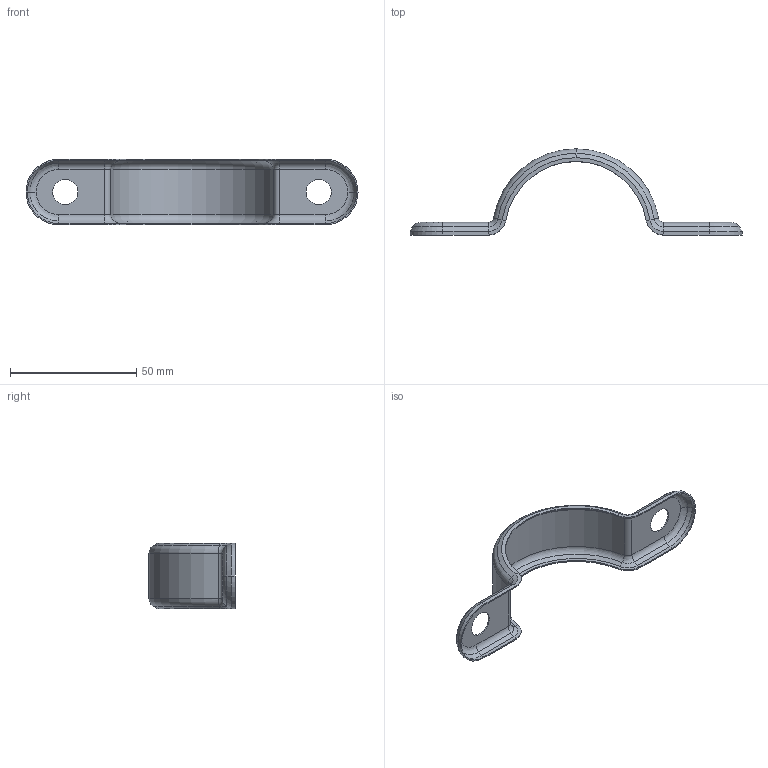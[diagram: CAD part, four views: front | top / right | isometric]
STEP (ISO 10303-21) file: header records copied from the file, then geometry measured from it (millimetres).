
FILE_DESCRIPTION (( 'STEP AP203' ), '1' );
FILE_NAME ('3D_R309_60.3_17389150.STEP', '2024-08-19T08:32:59', ( '' ), ( '' ), 'SwSTEP 2.0', 'SolidWorks 2024', '' );
FILE_SCHEMA (( 'CONFIG_CONTROL_DESIGN' ));
Length unit declared in the file: millimetre
Products named in the file (1): 3D_R309_60.3_17389150
Bounding box: 131.5 x 34.15 x 26 mm (x, y, z)
Volume: 2412.4 mm3; surface area: 9856.2 mm2
Topology: 1 solids, 1 shells, 110 faces, 234 edges, 126 vertices
Faces by surface type: plane 34, cylinder 32, cone 22, torus 22
Entity records: 2987 total; most frequent: DIRECTION 580, CARTESIAN_POINT 471, ORIENTED_EDGE 468, AXIS2_PLACEMENT_3D 235, EDGE_CURVE 234, VERTEX_POINT 126, CIRCLE 124, EDGE_LOOP 114
